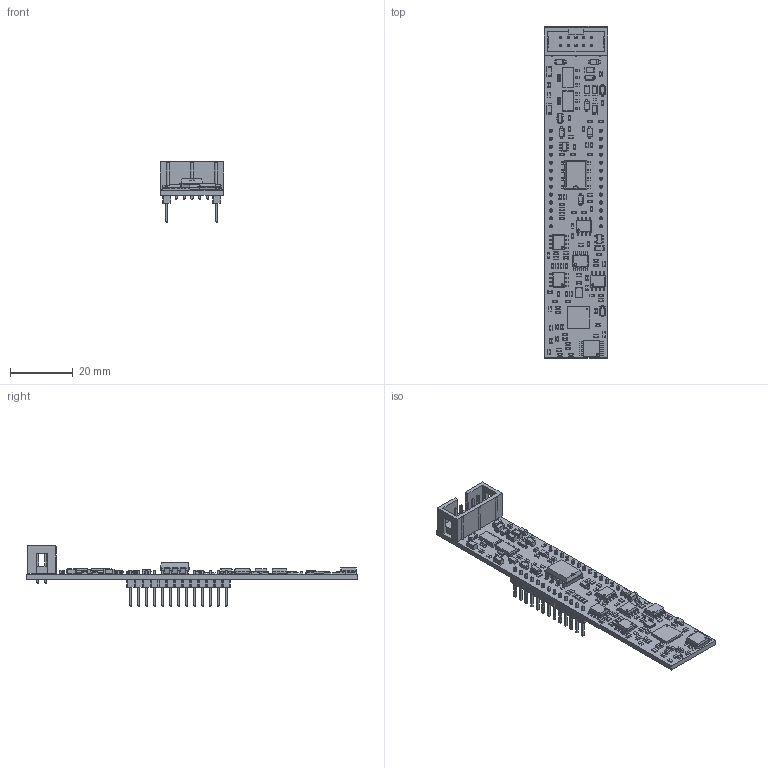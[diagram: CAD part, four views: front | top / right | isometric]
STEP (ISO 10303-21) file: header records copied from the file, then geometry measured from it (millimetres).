
FILE_DESCRIPTION(('KiCad electronic assembly'),'2;1');
FILE_NAME('toepler_pro.step','2024-09-21T09:37:14',('Pcbnew'),('Kicad'), 'Open CASCADE STEP processor 7.6','KiCad to STEP converter','Unknown' );
FILE_SCHEMA(('AUTOMOTIVE_DESIGN { 1 0 10303 214 1 1 1 1 }'));
Length unit declared in the file: millimetre
Products named in the file (34): toepler_pro 1; R_0603_1608Metric; C_0603_1608Metric; D_SOD-123; D_SOD_123; C_1206_3216Metric; SOT-223; SOT_223; SOIC-8_3.9x4.9mm_P1.27mm; SOIC_8_39x49mm_P127mm; SOT-23-6; SOT_23_6; SOIC-8_5.275x5.275mm_P1.27mm; SOIC_8_5275x5275mm_P127mm; SMDIP-8_W9.53mm; SMDIP_8_W953mm; QFN-56-1EP_7x7mm_P0.4mm_EP3.2x3.2mm; QFN_56_1EP_7x7mm_P04mm_EP32x32mm; SOT-23-5; SOT_23_5; SOT-23; SOT_23; L_0402_1005Metric; IDC-Header_2x05_P2.54mm_Vertical; IDC_Header_2x05_P254mm_Vertical; Crystal_SMD_3225-4Pin_3.2x2.5mm; PinHeader_1x13_P2.54mm_Vertical; PinHeader_1x13_P254mm_Vertical; toepler_pro_PCB
Assembly tree (128 placements, depth 3):
  toepler_pro 1
    R_0603_1608Metric  x45
      R_0603_1608Metric
    C_0603_1608Metric  x32
      C_0603_1608Metric
    D_SOD-123  x9
      D_SOD_123
    C_1206_3216Metric  x7
      C_1206_3216Metric
    SOT-223  x2
      SOT_223
    SOIC-8_3.9x4.9mm_P1.27mm  x5
      SOIC_8_39x49mm_P127mm
    SOT-23-6
      SOT_23_6
    SOIC-8_5.275x5.275mm_P1.27mm
      SOIC_8_5275x5275mm_P127mm
    SMDIP-8_W9.53mm
      SMDIP_8_W953mm
    QFN-56-1EP_7x7mm_P0.4mm_EP3.2x3.2mm
      QFN_56_1EP_7x7mm_P04mm_EP32x32mm
    SOT-23-5
      SOT_23_5
    SOT-23
      SOT_23
    L_0402_1005Metric
      L_0402_1005Metric
    IDC-Header_2x05_P2.54mm_Vertical
      IDC_Header_2x05_P254mm_Vertical
    Crystal_SMD_3225-4Pin_3.2x2.5mm
      Crystal_SMD_3225-4Pin_3.2x2.5mm
    PinHeader_1x13_P2.54mm_Vertical  x2
      PinHeader_1x13_P254mm_Vertical
    toepler_pro_PCB
Bounding box: 20.36 x 106 x 19.34 mm (x, y, z)
Volume: 5350 mm3; surface area: 9386.4 mm2
Topology: 112 solids, 112 shells, 5716 faces, 14587 edges, 9268 vertices
Faces by surface type: plane 3855, cylinder 1289, bspline 572
Full cylindrical faces by diameter (mm): 0.4 x1, 0.6 x6, 1 x42
Entity records: 71343 total; most frequent: CARTESIAN_POINT 11339, ORIENTED_EDGE 10222, DIRECTION 9236, EDGE_CURVE 5111, LINE 4314, VECTOR 4314, VERTEX_POINT 3224, AXIS2_PLACEMENT_3D 2461
